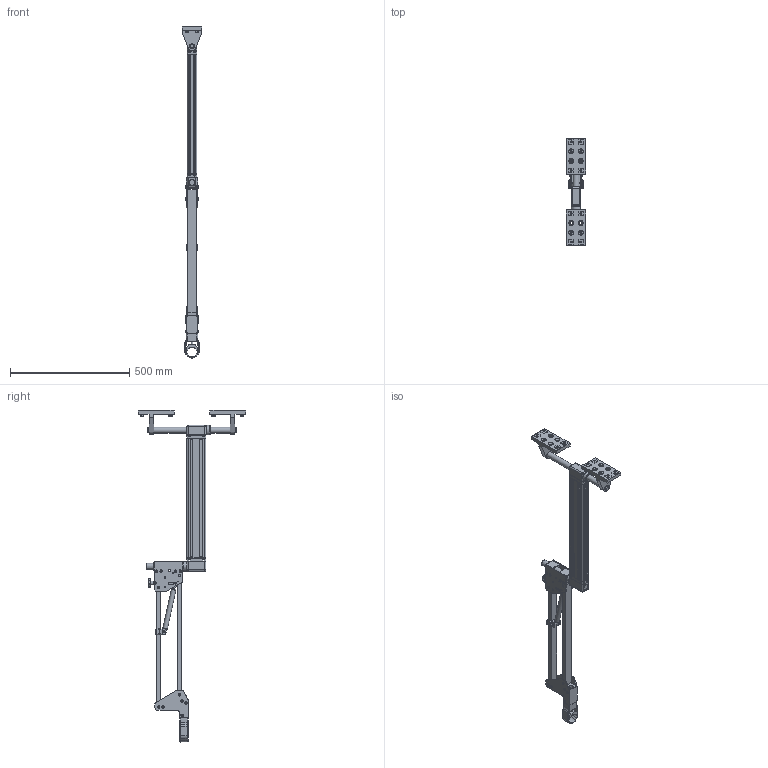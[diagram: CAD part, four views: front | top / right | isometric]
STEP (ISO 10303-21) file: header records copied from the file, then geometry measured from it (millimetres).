
FILE_DESCRIPTION (( 'STEP AP214' ), '1' );
FILE_NAME ('PS7KOL.STEP', '2025-03-25T15:49:35', ( '' ), ( '' ), 'SwSTEP 2.0', 'SolidWorks 2024', '' );
FILE_SCHEMA (( 'AUTOMOTIVE_DESIGN' ));
Length unit declared in the file: millimetre
Products named in the file (1): PS7KOL
Bounding box: 80 x 450 x 1390.05 mm (x, y, z)
Surface area: 707422.4 mm2 (no closed solid volume)
Topology: 0 solids, 91 shells, 1100 faces, 3443 edges, 2359 vertices
Faces by surface type: plane 633, cylinder 281, bspline 97, cone 71, torus 18
Full cylindrical faces by diameter (mm): 3 x2, 3.242 x4, 5.3 x1, 5.5 x4, 6 x2, 6.5 x3, 6.647 x2, 8 x7, 8.02 x1, 8.376 x1, 9 x3, 10 x40, 11 x4, 13 x2, 14 x2, 15 x6, 16 x16, 18 x1, 19 x1, 19.22 x4, 20 x2, 20.5 x8, 25 x4, 28 x2, 35 x4, 40 x2
Entity records: 45853 total; most frequent: CARTESIAN_POINT 16675, DIRECTION 5677, ORIENTED_EDGE 5058, EDGE_CURVE 3109, VERTEX_POINT 2256, AXIS2_PLACEMENT_3D 1901, LINE 1875, VECTOR 1875
